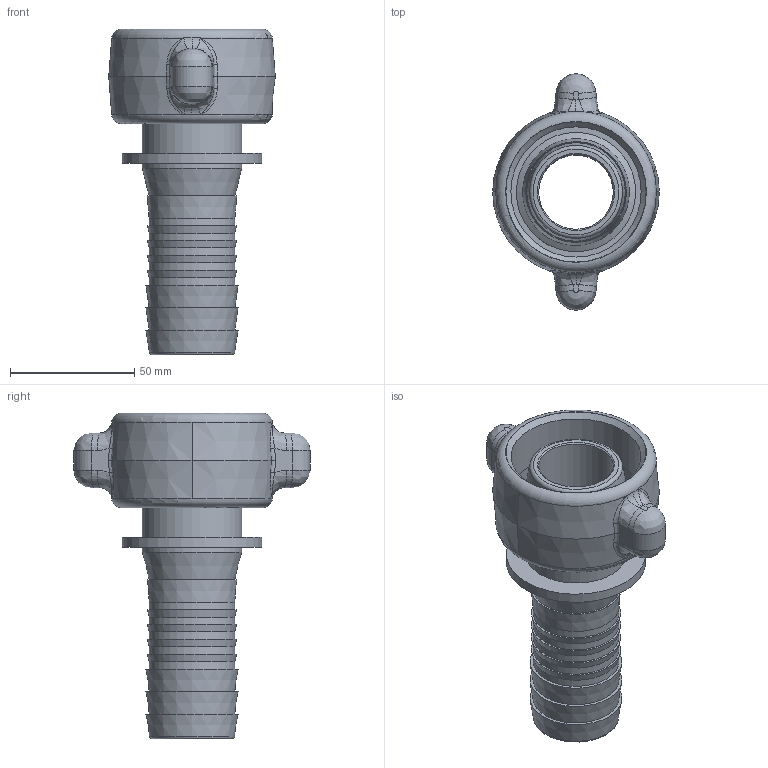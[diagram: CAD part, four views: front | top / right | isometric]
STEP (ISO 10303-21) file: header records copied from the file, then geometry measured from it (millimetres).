
FILE_DESCRIPTION(/* description */ (''),/* implementation_level */ '2;1');
FILE_NAME(/* name */ '55_35_s.stp',/* time_stamp */ '2020-04-09T12:47:20+02:00',/* author */ ('schnellinger'),/* organization */ (''),/* preprocessor_version */ 'ST-DEVELOPER v17',/* originating_system */ 'Autodesk Inventor 2018',/* authorisation */ '0 mm^3');
FILE_SCHEMA (('AUTOMOTIVE_DESIGN { 1 0 10303 214 3 1 1 }'));
Length unit declared in the file: millimetre
Products named in the file (1): LUE_00025738
Bounding box: 67 x 94.94 x 131 mm (x, y, z)
Volume: 112178.1 mm3; surface area: 51914.4 mm2
Topology: 4 solids, 4 shells, 128 faces, 335 edges, 217 vertices
Faces by surface type: bspline 44, plane 26, cone 24, cylinder 23, torus 11
Full cylindrical faces by diameter (mm): 30 x1, 34.5 x5, 40 x1, 40.5 x1, 43 x1, 48 x1, 52.383 x1, 56 x2
Entity records: 5555 total; most frequent: CARTESIAN_POINT 2378, ORIENTED_EDGE 654, DIRECTION 587, EDGE_CURVE 327, AXIS2_PLACEMENT_3D 267, VERTEX_POINT 217, CIRCLE 182, EDGE_LOOP 146
